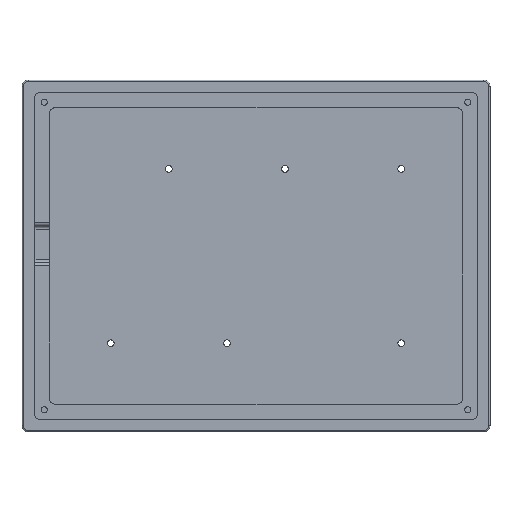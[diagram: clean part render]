
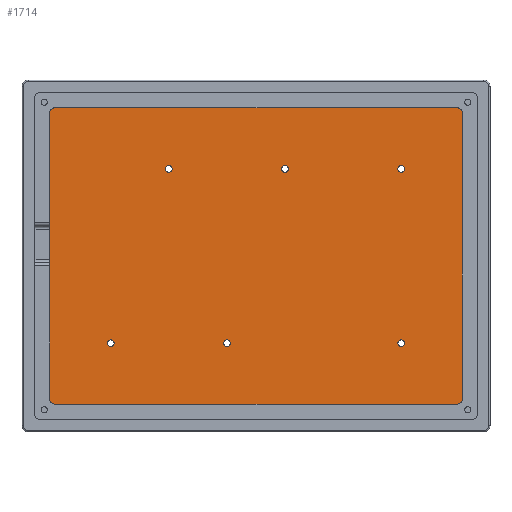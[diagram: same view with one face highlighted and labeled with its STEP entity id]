
A CAD part, top view. The second image highlights one B-rep face of the part: STEP entity #1714.
In plain terms, the highlighted planar face has unit normal (0, 0, 1).
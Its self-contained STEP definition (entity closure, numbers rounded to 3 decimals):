
#82=FACE_BOUND('',#334,.T.);
#83=FACE_BOUND('',#335,.T.);
#84=FACE_BOUND('',#336,.T.);
#85=FACE_BOUND('',#337,.T.);
#86=FACE_BOUND('',#338,.T.);
#87=FACE_BOUND('',#339,.T.);
#115=PLANE('',#1900);
#210=FACE_OUTER_BOUND('',#333,.T.);
#333=EDGE_LOOP('',(#1487,#1488,#1489,#1490,#1491,#1492,#1493,#1494));
#334=EDGE_LOOP('',(#1495));
#335=EDGE_LOOP('',(#1496));
#336=EDGE_LOOP('',(#1497));
#337=EDGE_LOOP('',(#1498));
#338=EDGE_LOOP('',(#1499));
#339=EDGE_LOOP('',(#1500));
#458=LINE('',#3789,#578);
#460=LINE('',#3799,#580);
#461=LINE('',#3803,#581);
#462=LINE('',#3807,#582);
#578=VECTOR('',#2352,10.);
#580=VECTOR('',#2364,10.);
#581=VECTOR('',#2367,10.);
#582=VECTOR('',#2372,10.);
#623=CIRCLE('',#1780,1.1);
#624=CIRCLE('',#1782,1.1);
#625=CIRCLE('',#1784,1.1);
#626=CIRCLE('',#1786,1.1);
#627=CIRCLE('',#1788,1.1);
#628=CIRCLE('',#1790,1.1);
#693=CIRCLE('',#1901,2.);
#694=CIRCLE('',#1902,2.);
#695=CIRCLE('',#1903,2.);
#696=CIRCLE('',#1904,2.);
#723=VERTEX_POINT('',#2503);
#724=VERTEX_POINT('',#2507);
#725=VERTEX_POINT('',#2511);
#726=VERTEX_POINT('',#2515);
#727=VERTEX_POINT('',#2519);
#728=VERTEX_POINT('',#2523);
#841=VERTEX_POINT('',#3786);
#842=VERTEX_POINT('',#3788);
#843=VERTEX_POINT('',#3795);
#844=VERTEX_POINT('',#3796);
#845=VERTEX_POINT('',#3798);
#846=VERTEX_POINT('',#3800);
#847=VERTEX_POINT('',#3802);
#848=VERTEX_POINT('',#3805);
#885=EDGE_CURVE('',#723,#723,#623,.T.);
#887=EDGE_CURVE('',#724,#724,#624,.T.);
#889=EDGE_CURVE('',#725,#725,#625,.T.);
#891=EDGE_CURVE('',#726,#726,#626,.T.);
#893=EDGE_CURVE('',#727,#727,#627,.T.);
#895=EDGE_CURVE('',#728,#728,#628,.T.);
#1068=EDGE_CURVE('',#842,#841,#458,.T.);
#1072=EDGE_CURVE('',#843,#844,#693,.T.);
#1073=EDGE_CURVE('',#844,#845,#460,.T.);
#1074=EDGE_CURVE('',#845,#846,#694,.T.);
#1075=EDGE_CURVE('',#846,#847,#461,.T.);
#1076=EDGE_CURVE('',#847,#842,#695,.T.);
#1077=EDGE_CURVE('',#841,#848,#696,.T.);
#1078=EDGE_CURVE('',#848,#843,#462,.T.);
#1487=ORIENTED_EDGE('',*,*,#1072,.T.);
#1488=ORIENTED_EDGE('',*,*,#1073,.T.);
#1489=ORIENTED_EDGE('',*,*,#1074,.T.);
#1490=ORIENTED_EDGE('',*,*,#1075,.T.);
#1491=ORIENTED_EDGE('',*,*,#1076,.T.);
#1492=ORIENTED_EDGE('',*,*,#1068,.T.);
#1493=ORIENTED_EDGE('',*,*,#1077,.T.);
#1494=ORIENTED_EDGE('',*,*,#1078,.T.);
#1495=ORIENTED_EDGE('',*,*,#885,.F.);
#1496=ORIENTED_EDGE('',*,*,#887,.F.);
#1497=ORIENTED_EDGE('',*,*,#889,.F.);
#1498=ORIENTED_EDGE('',*,*,#891,.F.);
#1499=ORIENTED_EDGE('',*,*,#893,.F.);
#1500=ORIENTED_EDGE('',*,*,#895,.F.);
#1714=ADVANCED_FACE('',(#210,#82,#83,#84,#85,#86,#87),#115,.F.);
#1780=AXIS2_PLACEMENT_3D('',#2504,#2027,#2028);
#1782=AXIS2_PLACEMENT_3D('',#2508,#2032,#2033);
#1784=AXIS2_PLACEMENT_3D('',#2512,#2037,#2038);
#1786=AXIS2_PLACEMENT_3D('',#2516,#2042,#2043);
#1788=AXIS2_PLACEMENT_3D('',#2520,#2047,#2048);
#1790=AXIS2_PLACEMENT_3D('',#2524,#2052,#2053);
#1900=AXIS2_PLACEMENT_3D('',#3794,#2360,#2361);
#1901=AXIS2_PLACEMENT_3D('',#3797,#2362,#2363);
#1902=AXIS2_PLACEMENT_3D('',#3801,#2365,#2366);
#1903=AXIS2_PLACEMENT_3D('',#3804,#2368,#2369);
#1904=AXIS2_PLACEMENT_3D('',#3806,#2370,#2371);
#2027=DIRECTION('center_axis',(0.,0.,1.));
#2028=DIRECTION('ref_axis',(1.,0.,0.));
#2032=DIRECTION('center_axis',(0.,0.,1.));
#2033=DIRECTION('ref_axis',(1.,0.,0.));
#2037=DIRECTION('center_axis',(0.,0.,1.));
#2038=DIRECTION('ref_axis',(1.,0.,0.));
#2042=DIRECTION('center_axis',(0.,0.,1.));
#2043=DIRECTION('ref_axis',(1.,0.,0.));
#2047=DIRECTION('center_axis',(0.,0.,1.));
#2048=DIRECTION('ref_axis',(1.,0.,0.));
#2052=DIRECTION('center_axis',(0.,0.,1.));
#2053=DIRECTION('ref_axis',(1.,0.,0.));
#2352=DIRECTION('',(0.,-1.,0.));
#2360=DIRECTION('center_axis',(0.,0.,-1.));
#2361=DIRECTION('ref_axis',(1.,0.,0.));
#2362=DIRECTION('center_axis',(0.,0.,1.));
#2363=DIRECTION('ref_axis',(1.,0.,0.));
#2364=DIRECTION('',(0.,1.,0.));
#2365=DIRECTION('center_axis',(0.,0.,1.));
#2366=DIRECTION('ref_axis',(0.,1.,0.));
#2367=DIRECTION('',(-1.,0.,0.));
#2368=DIRECTION('center_axis',(0.,0.,1.));
#2369=DIRECTION('ref_axis',(-1.,0.,0.));
#2370=DIRECTION('center_axis',(0.,0.,1.));
#2371=DIRECTION('ref_axis',(0.,-1.,0.));
#2372=DIRECTION('',(1.,0.,0.));
#2503=CARTESIAN_POINT('',(373.327,-119.5,-1.9));
#2504=CARTESIAN_POINT('Origin',(374.427,-119.5,-1.9));
#2507=CARTESIAN_POINT('',(373.327,-62.5,-1.9));
#2508=CARTESIAN_POINT('Origin',(374.427,-62.5,-1.9));
#2511=CARTESIAN_POINT('',(316.327,-119.5,-1.9));
#2512=CARTESIAN_POINT('Origin',(317.427,-119.5,-1.9));
#2515=CARTESIAN_POINT('',(297.327,-62.5,-1.9));
#2516=CARTESIAN_POINT('Origin',(298.427,-62.5,-1.9));
#2519=CARTESIAN_POINT('',(335.327,-62.5,-1.9));
#2520=CARTESIAN_POINT('Origin',(336.427,-62.5,-1.9));
#2523=CARTESIAN_POINT('',(278.327,-119.5,-1.9));
#2524=CARTESIAN_POINT('Origin',(279.427,-119.5,-1.9));
#3786=CARTESIAN_POINT('',(259.427,-137.5,-1.9));
#3788=CARTESIAN_POINT('',(259.427,-44.5,-1.9));
#3789=CARTESIAN_POINT('',(259.427,-67.75,-1.9));
#3794=CARTESIAN_POINT('Origin',(326.927,-91.,-1.9));
#3795=CARTESIAN_POINT('',(392.427,-139.5,-1.9));
#3796=CARTESIAN_POINT('',(394.427,-137.5,-1.9));
#3797=CARTESIAN_POINT('Origin',(392.427,-137.5,-1.9));
#3798=CARTESIAN_POINT('',(394.427,-44.5,-1.9));
#3799=CARTESIAN_POINT('',(394.427,-114.25,-1.9));
#3800=CARTESIAN_POINT('',(392.427,-42.5,-1.9));
#3801=CARTESIAN_POINT('Origin',(392.427,-44.5,-1.9));
#3802=CARTESIAN_POINT('',(261.427,-42.5,-1.9));
#3803=CARTESIAN_POINT('',(359.677,-42.5,-1.9));
#3804=CARTESIAN_POINT('Origin',(261.427,-44.5,-1.9));
#3805=CARTESIAN_POINT('',(261.427,-139.5,-1.9));
#3806=CARTESIAN_POINT('Origin',(261.427,-137.5,-1.9));
#3807=CARTESIAN_POINT('',(294.177,-139.5,-1.9));
